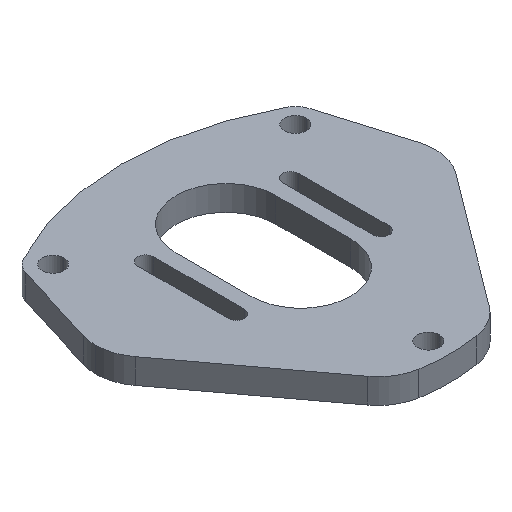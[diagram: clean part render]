
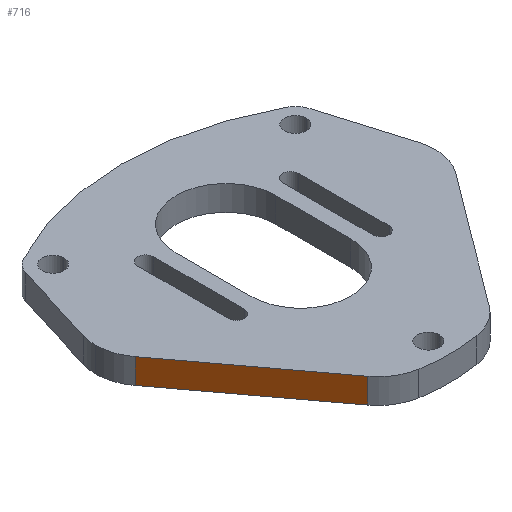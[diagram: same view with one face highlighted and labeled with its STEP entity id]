
A CAD part, isometric view. The second image highlights one B-rep face of the part: STEP entity #716.
In plain terms, the highlighted planar face has unit normal (-0.802, -0.598, 0).
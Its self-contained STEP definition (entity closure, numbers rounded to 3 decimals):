
#26 = DIRECTION ( 'NONE',  ( 0., 0., -1. ) ) ;
#33 = LINE ( 'NONE', #668, #810 ) ;
#100 = CARTESIAN_POINT ( 'NONE',  ( -24.341, -61.258, 10. ) ) ;
#125 = PLANE ( 'NONE',  #1345 ) ;
#161 = FACE_OUTER_BOUND ( 'NONE', #1134, .T. ) ;
#240 = CARTESIAN_POINT ( 'NONE',  ( -24.341, -61.258, 10. ) ) ;
#257 = EDGE_CURVE ( 'NONE', #300, #1131, #765, .T. ) ;
#273 = DIRECTION ( 'NONE',  ( -0.598, 0.802, 0. ) ) ;
#285 = LINE ( 'NONE', #1204, #1264 ) ;
#298 = ORIENTED_EDGE ( 'NONE', *, *, #332, .T. ) ;
#300 = VERTEX_POINT ( 'NONE', #1082 ) ;
#313 = EDGE_CURVE ( 'NONE', #523, #1131, #33, .T. ) ;
#332 = EDGE_CURVE ( 'NONE', #804, #300, #460, .T. ) ;
#392 = VECTOR ( 'NONE', #1182, 1000. ) ;
#460 = LINE ( 'NONE', #971, #392 ) ;
#469 = ORIENTED_EDGE ( 'NONE', *, *, #257, .T. ) ;
#523 = VERTEX_POINT ( 'NONE', #100 ) ;
#553 = DIRECTION ( 'NONE',  ( 0.598, -0.802, 0. ) ) ;
#590 = ORIENTED_EDGE ( 'NONE', *, *, #672, .F. ) ;
#594 = CARTESIAN_POINT ( 'NONE',  ( -64.193, -7.79, 10. ) ) ;
#668 = CARTESIAN_POINT ( 'NONE',  ( -24.341, -61.258, 10. ) ) ;
#672 = EDGE_CURVE ( 'NONE', #804, #523, #285, .T. ) ;
#700 = DIRECTION ( 'NONE',  ( 0.802, 0.598, 0. ) ) ;
#716 = ADVANCED_FACE ( 'NONE', ( #161 ), #125, .F. ) ;
#765 = LINE ( 'NONE', #1194, #1238 ) ;
#804 = VERTEX_POINT ( 'NONE', #594 ) ;
#810 = VECTOR ( 'NONE', #26, 1000. ) ;
#876 = DIRECTION ( 'NONE',  ( 0.598, -0.802, 0. ) ) ;
#971 = CARTESIAN_POINT ( 'NONE',  ( -64.193, -7.79, 10. ) ) ;
#1034 = ORIENTED_EDGE ( 'NONE', *, *, #313, .F. ) ;
#1067 = CARTESIAN_POINT ( 'NONE',  ( -24.341, -61.258, 0. ) ) ;
#1082 = CARTESIAN_POINT ( 'NONE',  ( -64.193, -7.79, 0. ) ) ;
#1131 = VERTEX_POINT ( 'NONE', #1067 ) ;
#1134 = EDGE_LOOP ( 'NONE', ( #469, #1034, #590, #298 ) ) ;
#1182 = DIRECTION ( 'NONE',  ( 0., 0., -1. ) ) ;
#1194 = CARTESIAN_POINT ( 'NONE',  ( -24.341, -61.258, 0. ) ) ;
#1204 = CARTESIAN_POINT ( 'NONE',  ( -24.341, -61.258, 10. ) ) ;
#1238 = VECTOR ( 'NONE', #553, 1000. ) ;
#1264 = VECTOR ( 'NONE', #876, 1000. ) ;
#1345 = AXIS2_PLACEMENT_3D ( 'NONE', #240, #700, #273 ) ;
